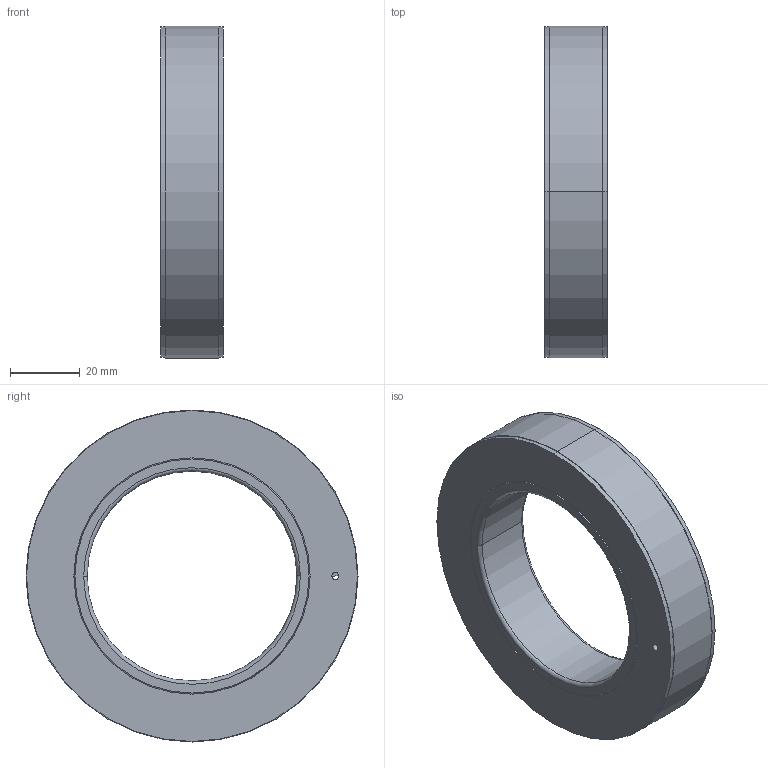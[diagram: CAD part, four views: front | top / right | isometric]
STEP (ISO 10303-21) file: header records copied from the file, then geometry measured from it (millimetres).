
FILE_DESCRIPTION((''),'2;1');
FILE_NAME('FREILAUF_ASK60_ASM','2025-05-06T11:14:31',('Administrator'),(''),'CREO PARAMETRIC BY PTC INC, 2020184','CREO PARAMETRIC BY PTC INC, 2020184','');
FILE_SCHEMA(('AUTOMOTIVE_DESIGN { 1 0 10303 214 1 1 1 1 }'));
Length unit declared in the file: millimetre
Products named in the file (10): STERN_ASK60_NICO_1; DRUCKBOLZEN_AS8_1; DRUCKFEDER_AS8_5_1; ANFED_KPL_AS8_6_AS8_5_ASM_1_ASM; ROLLE_7X7_1; A-RING_ASK60_1; ROLLE_4X4_1; LAGERSCHEIBE_ASK60_1; FREILAUF_ASK60_NICO_ASM_1_ASM; FREILAUF_ASK60_ASM
Assembly tree (127 placements, depth 4):
  FREILAUF_ASK60_ASM
    FREILAUF_ASK60_NICO_ASM_1_ASM
      STERN_ASK60_NICO_1
      ANFED_KPL_AS8_6_AS8_5_ASM_1_ASM  x4
        DRUCKBOLZEN_AS8_1
        DRUCKFEDER_AS8_5_1
      ROLLE_7X7_1  x4
      A-RING_ASK60_1
      ROLLE_4X4_1  x112
      LAGERSCHEIBE_ASK60_1  x2
Bounding box: 18 x 95 x 95 mm (x, y, z)
Volume: 63790.3 mm3; surface area: 50507.9 mm2
Topology: 128 solids, 128 shells, 680 faces, 1202 edges, 784 vertices
Faces by surface type: cylinder 298, plane 278, cone 60, bspline 24, torus 20
Entity records: 7749 total; most frequent: CARTESIAN_POINT 2487, DIRECTION 1206, ORIENTED_EDGE 612, AXIS2_PLACEMENT_3D 552, EDGE_CURVE 306, VERTEX_POINT 200, PROPERTY_DEFINITION 185, REPRESENTATION 178
